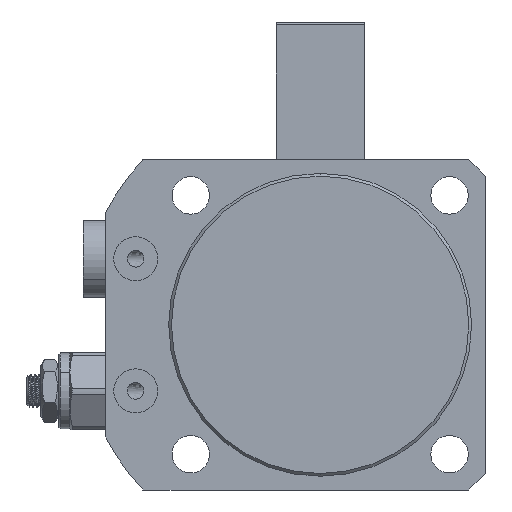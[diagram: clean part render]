
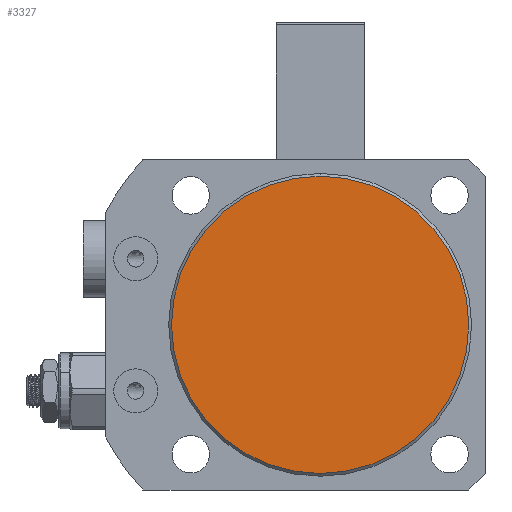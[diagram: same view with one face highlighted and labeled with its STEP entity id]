
A CAD part, front view. The second image highlights one B-rep face of the part: STEP entity #3327.
In plain terms, the highlighted planar face has unit normal (0, -1, 0).
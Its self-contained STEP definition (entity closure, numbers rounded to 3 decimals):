
#437 = FACE_OUTER_BOUND ( 'NONE', #17217, .T. ) ;
#1076 = DIRECTION ( 'NONE',  ( 0., 1., 0. ) ) ;
#3327 = ADVANCED_FACE ( 'NONE', ( #437 ), #4409, .T. ) ;
#3392 = CARTESIAN_POINT ( 'NONE',  ( 0., 0., 0. ) ) ;
#4409 = PLANE ( 'NONE',  #9404 ) ;
#4743 = DIRECTION ( 'NONE',  ( 0., 0., 1. ) ) ;
#5416 = ORIENTED_EDGE ( 'NONE', *, *, #10343, .F. ) ;
#5764 = DIRECTION ( 'NONE',  ( 0., 0., -1. ) ) ;
#6728 = CARTESIAN_POINT ( 'NONE',  ( 0., 0., -27. ) ) ;
#7184 = AXIS2_PLACEMENT_3D ( 'NONE', #9109, #1076, #10460 ) ;
#8321 = CARTESIAN_POINT ( 'NONE',  ( 22., 0., 0. ) ) ;
#8380 = VERTEX_POINT ( 'NONE', #6728 ) ;
#9109 = CARTESIAN_POINT ( 'NONE',  ( 0., 0., 0. ) ) ;
#9404 = AXIS2_PLACEMENT_3D ( 'NONE', #8321, #13804, #5764 ) ;
#9543 = CIRCLE ( 'NONE', #7184, 27. ) ;
#10149 = CARTESIAN_POINT ( 'NONE',  ( 0., 0., 27. ) ) ;
#10343 = EDGE_CURVE ( 'NONE', #17448, #8380, #9543, .T. ) ;
#10460 = DIRECTION ( 'NONE',  ( 0., 0., 1. ) ) ;
#12459 = ORIENTED_EDGE ( 'NONE', *, *, #13866, .F. ) ;
#12776 = DIRECTION ( 'NONE',  ( 0., 1., 0. ) ) ;
#13804 = DIRECTION ( 'NONE',  ( 0., -1., 0. ) ) ;
#13866 = EDGE_CURVE ( 'NONE', #8380, #17448, #16211, .T. ) ;
#15294 = AXIS2_PLACEMENT_3D ( 'NONE', #3392, #12776, #4743 ) ;
#16211 = CIRCLE ( 'NONE', #15294, 27. ) ;
#17217 = EDGE_LOOP ( 'NONE', ( #5416, #12459 ) ) ;
#17448 = VERTEX_POINT ( 'NONE', #10149 ) ;
